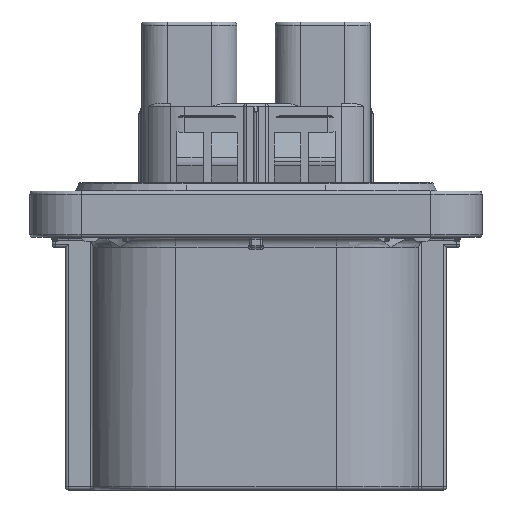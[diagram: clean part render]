
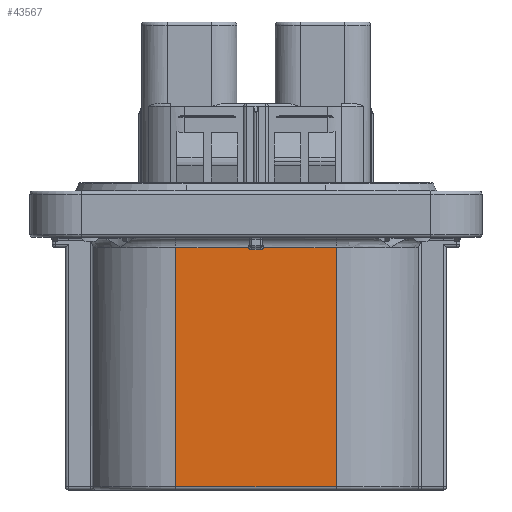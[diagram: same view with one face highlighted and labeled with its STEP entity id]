
A CAD part, front view. The second image highlights one B-rep face of the part: STEP entity #43567.
In plain terms, the highlighted planar face has unit normal (0, -1, 0).
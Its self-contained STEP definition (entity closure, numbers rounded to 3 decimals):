
#205 = EDGE_LOOP ( 'NONE', ( #38441, #52211, #61189, #63045, #37894, #63758, #79302, #38548 ) ) ;
#1869 = CARTESIAN_POINT ( 'NONE',  ( -1.294, -15.899, 46.075 ) ) ;
#2673 = DIRECTION ( 'NONE',  ( -1., 0., 0. ) ) ;
#3377 = VECTOR ( 'NONE', #29413, 1000. ) ;
#6807 = CARTESIAN_POINT ( 'NONE',  ( 6.906, -15.899, 22.575 ) ) ;
#8477 = EDGE_CURVE ( 'NONE', #67155, #43841, #20132, .T. ) ;
#9226 = DIRECTION ( 'NONE',  ( -1., 0., 0. ) ) ;
#9458 = LINE ( 'NONE', #35566, #72308 ) ;
#9766 = CIRCLE ( 'NONE', #54210, 0.4 ) ;
#10625 = CARTESIAN_POINT ( 'NONE',  ( -8.694, -15.899, 22.575 ) ) ;
#13012 = DIRECTION ( 'NONE',  ( 0., -1., 0. ) ) ;
#15113 = LINE ( 'NONE', #67816, #3377 ) ;
#17100 = VERTEX_POINT ( 'NONE', #10625 ) ;
#19323 = CARTESIAN_POINT ( 'NONE',  ( -0.494, -15.899, 46.075 ) ) ;
#19950 = CARTESIAN_POINT ( 'NONE',  ( -1.294, -15.899, 45.675 ) ) ;
#20132 = LINE ( 'NONE', #65268, #53756 ) ;
#21842 = CARTESIAN_POINT ( 'NONE',  ( -8.694, -15.899, 45.875 ) ) ;
#22072 = VECTOR ( 'NONE', #72479, 1000. ) ;
#23400 = DIRECTION ( 'NONE',  ( 0., 0., 1. ) ) ;
#24451 = AXIS2_PLACEMENT_3D ( 'NONE', #67243, #54596, #67670 ) ;
#26622 = VERTEX_POINT ( 'NONE', #61210 ) ;
#27214 = CIRCLE ( 'NONE', #39301, 0.4 ) ;
#29413 = DIRECTION ( 'NONE',  ( 1., 0., 0. ) ) ;
#30561 = LINE ( 'NONE', #82414, #70696 ) ;
#33962 = VERTEX_POINT ( 'NONE', #47855 ) ;
#34491 = VERTEX_POINT ( 'NONE', #6807 ) ;
#35178 = FACE_OUTER_BOUND ( 'NONE', #205, .T. ) ;
#35566 = CARTESIAN_POINT ( 'NONE',  ( -0.094, -15.899, 45.875 ) ) ;
#37894 = ORIENTED_EDGE ( 'NONE', *, *, #74743, .F. ) ;
#38441 = ORIENTED_EDGE ( 'NONE', *, *, #57411, .T. ) ;
#38548 = ORIENTED_EDGE ( 'NONE', *, *, #58585, .T. ) ;
#38699 = DIRECTION ( 'NONE',  ( -1., 0., 0. ) ) ;
#39301 = AXIS2_PLACEMENT_3D ( 'NONE', #19323, #13012, #38699 ) ;
#39568 = LINE ( 'NONE', #58974, #22072 ) ;
#41111 = EDGE_CURVE ( 'NONE', #33962, #68301, #42500, .T. ) ;
#41509 = PLANE ( 'NONE',  #24451 ) ;
#42500 = LINE ( 'NONE', #21842, #46896 ) ;
#43271 = CARTESIAN_POINT ( 'NONE',  ( -0.494, -15.899, 45.675 ) ) ;
#43567 = ADVANCED_FACE ( 'NONE', ( #35178 ), #41509, .F. ) ;
#43841 = VERTEX_POINT ( 'NONE', #19950 ) ;
#46143 = EDGE_CURVE ( 'NONE', #67155, #26622, #27214, .T. ) ;
#46896 = VECTOR ( 'NONE', #9226, 1000. ) ;
#47855 = CARTESIAN_POINT ( 'NONE',  ( -1.641, -15.899, 45.875 ) ) ;
#48125 = EDGE_CURVE ( 'NONE', #17100, #68301, #30561, .T. ) ;
#49785 = CARTESIAN_POINT ( 'NONE',  ( 6.906, -15.899, 45.875 ) ) ;
#52211 = ORIENTED_EDGE ( 'NONE', *, *, #79607, .T. ) ;
#53756 = VECTOR ( 'NONE', #77502, 1000. ) ;
#54210 = AXIS2_PLACEMENT_3D ( 'NONE', #1869, #54524, #2673 ) ;
#54524 = DIRECTION ( 'NONE',  ( 0., -1., 0. ) ) ;
#54596 = DIRECTION ( 'NONE',  ( 0., 1., 0. ) ) ;
#57411 = EDGE_CURVE ( 'NONE', #34491, #71020, #39568, .T. ) ;
#58585 = EDGE_CURVE ( 'NONE', #17100, #34491, #15113, .T. ) ;
#58974 = CARTESIAN_POINT ( 'NONE',  ( 6.906, -15.899, 22.275 ) ) ;
#61189 = ORIENTED_EDGE ( 'NONE', *, *, #46143, .F. ) ;
#61210 = CARTESIAN_POINT ( 'NONE',  ( -0.148, -15.899, 45.875 ) ) ;
#63045 = ORIENTED_EDGE ( 'NONE', *, *, #8477, .T. ) ;
#63758 = ORIENTED_EDGE ( 'NONE', *, *, #41111, .T. ) ;
#65268 = CARTESIAN_POINT ( 'NONE',  ( 6.906, -15.899, 45.675 ) ) ;
#67155 = VERTEX_POINT ( 'NONE', #43271 ) ;
#67213 = DIRECTION ( 'NONE',  ( -1., 0., 0. ) ) ;
#67243 = CARTESIAN_POINT ( 'NONE',  ( 6.906, -15.899, 22.275 ) ) ;
#67670 = DIRECTION ( 'NONE',  ( 1., 0., 0. ) ) ;
#67816 = CARTESIAN_POINT ( 'NONE',  ( 6.906, -15.899, 22.575 ) ) ;
#68301 = VERTEX_POINT ( 'NONE', #71897 ) ;
#70696 = VECTOR ( 'NONE', #23400, 1000. ) ;
#71020 = VERTEX_POINT ( 'NONE', #49785 ) ;
#71897 = CARTESIAN_POINT ( 'NONE',  ( -8.694, -15.899, 45.875 ) ) ;
#72308 = VECTOR ( 'NONE', #67213, 1000. ) ;
#72479 = DIRECTION ( 'NONE',  ( 0., 0., 1. ) ) ;
#74743 = EDGE_CURVE ( 'NONE', #33962, #43841, #9766, .T. ) ;
#77502 = DIRECTION ( 'NONE',  ( -1., 0., 0. ) ) ;
#79302 = ORIENTED_EDGE ( 'NONE', *, *, #48125, .F. ) ;
#79607 = EDGE_CURVE ( 'NONE', #71020, #26622, #9458, .T. ) ;
#82414 = CARTESIAN_POINT ( 'NONE',  ( -8.694, -15.899, 22.275 ) ) ;
